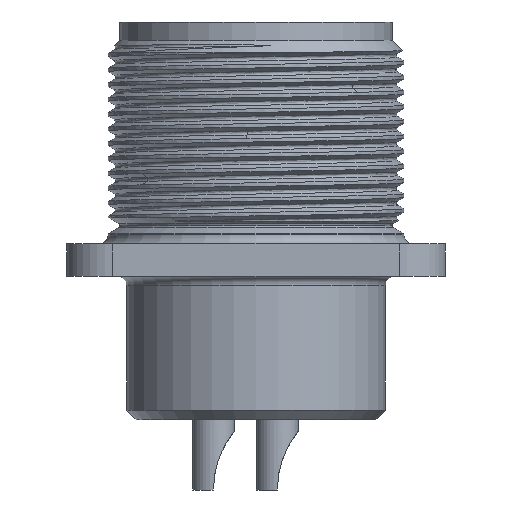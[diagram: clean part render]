
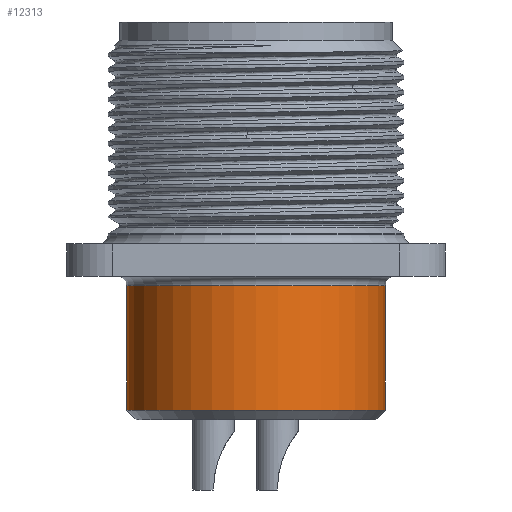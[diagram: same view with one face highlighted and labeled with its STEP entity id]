
A CAD part, front view. The second image highlights one B-rep face of the part: STEP entity #12313.
In plain terms, the highlighted cylindrical face has radius 11.113 mm (diameter 22.225 mm), a partial arc.
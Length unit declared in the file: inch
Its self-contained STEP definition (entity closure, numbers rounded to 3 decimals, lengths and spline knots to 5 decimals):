
#36 = CARTESIAN_POINT ( 'NONE',  ( 0.4375, 0., -0.031 ) ) ;
#54 = CARTESIAN_POINT ( 'NONE',  ( 0.4375, 0., -0.452 ) ) ;
#188 = EDGE_CURVE ( 'NONE', #6532, #9113, #2634, .T. ) ;
#915 = DIRECTION ( 'NONE',  ( 0., 0., -1. ) ) ;
#1069 = AXIS2_PLACEMENT_3D ( 'NONE', #11707, #2594, #6621 ) ;
#1197 = LINE ( 'NONE', #1462, #2495 ) ;
#1462 = CARTESIAN_POINT ( 'NONE',  ( 0.4375, 0., -0.031 ) ) ;
#1531 = CYLINDRICAL_SURFACE ( 'NONE', #1069, 0.4375 ) ;
#1719 = CARTESIAN_POINT ( 'NONE',  ( 0., 0., -0.452 ) ) ;
#2024 = VERTEX_POINT ( 'NONE', #36 ) ;
#2086 = AXIS2_PLACEMENT_3D ( 'NONE', #7344, #11389, #11577 ) ;
#2495 = VECTOR ( 'NONE', #10327, 39.37008 ) ;
#2594 = DIRECTION ( 'NONE',  ( 0., 0., 1. ) ) ;
#2634 = CIRCLE ( 'NONE', #10020, 0.4375 ) ;
#3312 = CARTESIAN_POINT ( 'NONE',  ( -0.4375, 0., -0.031 ) ) ;
#3814 = VERTEX_POINT ( 'NONE', #3312 ) ;
#4346 = DIRECTION ( 'NONE',  ( 0., 0., -1. ) ) ;
#4444 = VECTOR ( 'NONE', #4346, 39.37008 ) ;
#4961 = EDGE_CURVE ( 'NONE', #2024, #6532, #1197, .T. ) ;
#5141 = EDGE_CURVE ( 'NONE', #2024, #3814, #6500, .T. ) ;
#5502 = FACE_OUTER_BOUND ( 'NONE', #7295, .T. ) ;
#5567 = ORIENTED_EDGE ( 'NONE', *, *, #5141, .T. ) ;
#6500 = CIRCLE ( 'NONE', #2086, 0.4375 ) ;
#6532 = VERTEX_POINT ( 'NONE', #54 ) ;
#6621 = DIRECTION ( 'NONE',  ( -1., 0., 0. ) ) ;
#7295 = EDGE_LOOP ( 'NONE', ( #8173, #8349, #12058, #5567 ) ) ;
#7344 = CARTESIAN_POINT ( 'NONE',  ( 0., 0., -0.031 ) ) ;
#8173 = ORIENTED_EDGE ( 'NONE', *, *, #11694, .T. ) ;
#8349 = ORIENTED_EDGE ( 'NONE', *, *, #188, .F. ) ;
#8427 = CARTESIAN_POINT ( 'NONE',  ( -0.4375, 0., -0.031 ) ) ;
#8715 = DIRECTION ( 'NONE',  ( 1., 0., 0. ) ) ;
#8898 = CARTESIAN_POINT ( 'NONE',  ( -0.4375, 0., -0.452 ) ) ;
#9113 = VERTEX_POINT ( 'NONE', #8898 ) ;
#10020 = AXIS2_PLACEMENT_3D ( 'NONE', #1719, #915, #8715 ) ;
#10327 = DIRECTION ( 'NONE',  ( 0., 0., -1. ) ) ;
#11389 = DIRECTION ( 'NONE',  ( 0., 0., -1. ) ) ;
#11417 = LINE ( 'NONE', #8427, #4444 ) ;
#11577 = DIRECTION ( 'NONE',  ( 1., 0., 0. ) ) ;
#11694 = EDGE_CURVE ( 'NONE', #3814, #9113, #11417, .T. ) ;
#11707 = CARTESIAN_POINT ( 'NONE',  ( 0., 0., -0.5512 ) ) ;
#12058 = ORIENTED_EDGE ( 'NONE', *, *, #4961, .F. ) ;
#12313 = ADVANCED_FACE ( 'NONE', ( #5502 ), #1531, .T. ) ;
